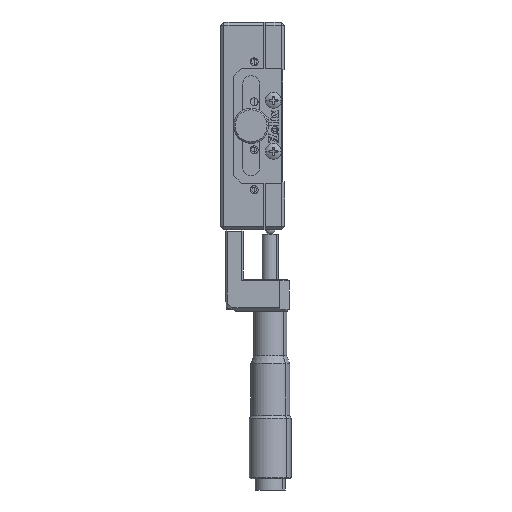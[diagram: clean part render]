
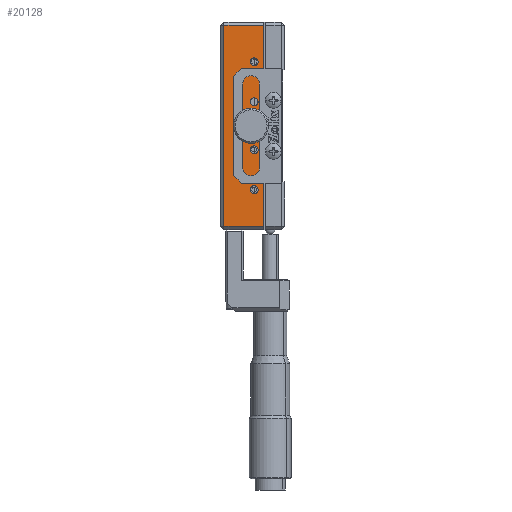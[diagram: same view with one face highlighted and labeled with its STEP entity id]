
A CAD part, left-side view. The second image highlights one B-rep face of the part: STEP entity #20128.
In plain terms, the highlighted planar face has unit normal (-1, 0, 0).
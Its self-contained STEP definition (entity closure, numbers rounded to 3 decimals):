
#125 = EDGE_CURVE ( 'NONE', #10559, #16755, #1571, .T. ) ;
#303 = DIRECTION ( 'NONE',  ( 0., 0., 1. ) ) ;
#338 = VERTEX_POINT ( 'NONE', #940 ) ;
#518 = AXIS2_PLACEMENT_3D ( 'NONE', #23479, #15924, #10057 ) ;
#578 = CARTESIAN_POINT ( 'NONE',  ( -31.062, -7.304, 104.919 ) ) ;
#634 = CARTESIAN_POINT ( 'NONE',  ( -31.062, -4.304, 52.169 ) ) ;
#940 = CARTESIAN_POINT ( 'NONE',  ( -31.062, -4.304, 94.669 ) ) ;
#955 = CIRCLE ( 'NONE', #21263, 1.25 ) ;
#1315 = CIRCLE ( 'NONE', #24142, 1.25 ) ;
#1521 = AXIS2_PLACEMENT_3D ( 'NONE', #13205, #11129, #1868 ) ;
#1553 = CARTESIAN_POINT ( 'NONE',  ( -31.062, -4.304, 53.419 ) ) ;
#1571 = CIRCLE ( 'NONE', #1521, 1.25 ) ;
#1839 = DIRECTION ( 'NONE',  ( -1., 0., 0. ) ) ;
#1868 = DIRECTION ( 'NONE',  ( 0., 0., 1. ) ) ;
#2176 = EDGE_CURVE ( 'NONE', #3964, #22866, #11561, .T. ) ;
#2217 = VERTEX_POINT ( 'NONE', #20825 ) ;
#2553 = CARTESIAN_POINT ( 'NONE',  ( -31.062, -7.304, 41.919 ) ) ;
#3385 = CIRCLE ( 'NONE', #4855, 1.25 ) ;
#3470 = EDGE_CURVE ( 'NONE', #24268, #2217, #19537, .T. ) ;
#3489 = DIRECTION ( 'NONE',  ( 0., 0., 1. ) ) ;
#3497 = DIRECTION ( 'NONE',  ( -1., 0., 0. ) ) ;
#3698 = EDGE_LOOP ( 'NONE', ( #4668, #16799, #21983, #21588 ) ) ;
#3917 = LINE ( 'NONE', #11744, #23764 ) ;
#3948 = CARTESIAN_POINT ( 'NONE',  ( -31.062, -4.304, 93.419 ) ) ;
#3964 = VERTEX_POINT ( 'NONE', #10228 ) ;
#4028 = CARTESIAN_POINT ( 'NONE',  ( -31.062, -4.304, 64.669 ) ) ;
#4279 = FACE_BOUND ( 'NONE', #11457, .T. ) ;
#4288 = ORIENTED_EDGE ( 'NONE', *, *, #10488, .F. ) ;
#4306 = DIRECTION ( 'NONE',  ( 0., 0., 1. ) ) ;
#4428 = AXIS2_PLACEMENT_3D ( 'NONE', #14828, #3497, #17060 ) ;
#4584 = FACE_BOUND ( 'NONE', #5823, .T. ) ;
#4655 = CIRCLE ( 'NONE', #4428, 1.25 ) ;
#4668 = ORIENTED_EDGE ( 'NONE', *, *, #22025, .T. ) ;
#4707 = DIRECTION ( 'NONE',  ( 0., 0., 1. ) ) ;
#4855 = AXIS2_PLACEMENT_3D ( 'NONE', #5803, #17155, #13580 ) ;
#4877 = VECTOR ( 'NONE', #19570, 1000. ) ;
#5223 = AXIS2_PLACEMENT_3D ( 'NONE', #17875, #16023, #4707 ) ;
#5527 = CARTESIAN_POINT ( 'NONE',  ( -31.062, -7.304, 41.919 ) ) ;
#5537 = ORIENTED_EDGE ( 'NONE', *, *, #125, .F. ) ;
#5570 = CARTESIAN_POINT ( 'NONE',  ( -31.062, -4.304, 92.169 ) ) ;
#5803 = CARTESIAN_POINT ( 'NONE',  ( -31.062, -4.304, 53.419 ) ) ;
#5823 = EDGE_LOOP ( 'NONE', ( #18560, #20341 ) ) ;
#5844 = DIRECTION ( 'NONE',  ( -1., 0., 0. ) ) ;
#6183 = AXIS2_PLACEMENT_3D ( 'NONE', #21071, #9687, #20993 ) ;
#6188 = VECTOR ( 'NONE', #22576, 1000. ) ;
#6273 = VERTEX_POINT ( 'NONE', #6299 ) ;
#6299 = CARTESIAN_POINT ( 'NONE',  ( -31.062, -3.304, 71.319 ) ) ;
#6637 = CIRCLE ( 'NONE', #7168, 2.1 ) ;
#7168 = AXIS2_PLACEMENT_3D ( 'NONE', #7886, #21306, #9774 ) ;
#7229 = FACE_OUTER_BOUND ( 'NONE', #3698, .T. ) ;
#7281 = DIRECTION ( 'NONE',  ( -1., 0., 0. ) ) ;
#7886 = CARTESIAN_POINT ( 'NONE',  ( -31.062, -3.304, 73.419 ) ) ;
#8280 = AXIS2_PLACEMENT_3D ( 'NONE', #1553, #7281, #3489 ) ;
#8676 = CARTESIAN_POINT ( 'NONE',  ( -31.062, 5.196, 40.919 ) ) ;
#8699 = FACE_BOUND ( 'NONE', #20401, .T. ) ;
#8828 = ORIENTED_EDGE ( 'NONE', *, *, #16392, .F. ) ;
#9687 = DIRECTION ( 'NONE',  ( -1., 0., 0. ) ) ;
#9774 = DIRECTION ( 'NONE',  ( 0., 0., 1. ) ) ;
#10057 = DIRECTION ( 'NONE',  ( 0., 0., 1. ) ) ;
#10228 = CARTESIAN_POINT ( 'NONE',  ( -31.062, -4.304, 82.169 ) ) ;
#10368 = CARTESIAN_POINT ( 'NONE',  ( -31.062, -4.304, 93.419 ) ) ;
#10412 = DIRECTION ( 'NONE',  ( 0., 0., -1. ) ) ;
#10488 = EDGE_CURVE ( 'NONE', #22866, #3964, #4655, .T. ) ;
#10559 = VERTEX_POINT ( 'NONE', #20558 ) ;
#11069 = FACE_BOUND ( 'NONE', #14150, .T. ) ;
#11129 = DIRECTION ( 'NONE',  ( -1., 0., 0. ) ) ;
#11445 = ORIENTED_EDGE ( 'NONE', *, *, #20265, .F. ) ;
#11457 = EDGE_LOOP ( 'NONE', ( #5537, #8828 ) ) ;
#11561 = CIRCLE ( 'NONE', #6183, 1.25 ) ;
#11744 = CARTESIAN_POINT ( 'NONE',  ( -31.062, -7.304, 40.919 ) ) ;
#12276 = EDGE_CURVE ( 'NONE', #21141, #24268, #20594, .T. ) ;
#13011 = ORIENTED_EDGE ( 'NONE', *, *, #2176, .F. ) ;
#13205 = CARTESIAN_POINT ( 'NONE',  ( -31.062, -4.304, 65.919 ) ) ;
#13580 = DIRECTION ( 'NONE',  ( 0., 0., 1. ) ) ;
#13866 = DIRECTION ( 'NONE',  ( 0., 0., 1. ) ) ;
#14086 = ORIENTED_EDGE ( 'NONE', *, *, #19781, .F. ) ;
#14150 = EDGE_LOOP ( 'NONE', ( #13011, #4288 ) ) ;
#14447 = VECTOR ( 'NONE', #10412, 1000. ) ;
#14458 = ORIENTED_EDGE ( 'NONE', *, *, #16046, .F. ) ;
#14828 = CARTESIAN_POINT ( 'NONE',  ( -31.062, -4.304, 80.919 ) ) ;
#15088 = DIRECTION ( 'NONE',  ( 0., 0., 1. ) ) ;
#15249 = CARTESIAN_POINT ( 'NONE',  ( -31.062, -4.304, 79.669 ) ) ;
#15670 = CARTESIAN_POINT ( 'NONE',  ( -31.062, -7.304, 104.919 ) ) ;
#15924 = DIRECTION ( 'NONE',  ( -1., 0., 0. ) ) ;
#15974 = CARTESIAN_POINT ( 'NONE',  ( -31.062, -3.304, 75.519 ) ) ;
#16023 = DIRECTION ( 'NONE',  ( -1., 0., 0. ) ) ;
#16046 = EDGE_CURVE ( 'NONE', #22300, #24234, #3385, .T. ) ;
#16392 = EDGE_CURVE ( 'NONE', #16755, #10559, #24373, .T. ) ;
#16752 = EDGE_CURVE ( 'NONE', #17182, #338, #955, .T. ) ;
#16755 = VERTEX_POINT ( 'NONE', #4028 ) ;
#16799 = ORIENTED_EDGE ( 'NONE', *, *, #12276, .T. ) ;
#16873 = EDGE_LOOP ( 'NONE', ( #14458, #23361 ) ) ;
#16985 = PLANE ( 'NONE',  #21624 ) ;
#17060 = DIRECTION ( 'NONE',  ( 0., 0., 1. ) ) ;
#17112 = CARTESIAN_POINT ( 'NONE',  ( -31.062, -4.304, 54.669 ) ) ;
#17155 = DIRECTION ( 'NONE',  ( -1., 0., 0. ) ) ;
#17182 = VERTEX_POINT ( 'NONE', #5570 ) ;
#17316 = FACE_BOUND ( 'NONE', #16873, .T. ) ;
#17875 = CARTESIAN_POINT ( 'NONE',  ( -31.062, -4.304, 65.919 ) ) ;
#18560 = ORIENTED_EDGE ( 'NONE', *, *, #19799, .F. ) ;
#18952 = CIRCLE ( 'NONE', #8280, 1.25 ) ;
#18968 = EDGE_CURVE ( 'NONE', #24234, #22300, #18952, .T. ) ;
#19253 = VERTEX_POINT ( 'NONE', #2553 ) ;
#19537 = LINE ( 'NONE', #8676, #14447 ) ;
#19570 = DIRECTION ( 'NONE',  ( 0., 1., 0. ) ) ;
#19781 = EDGE_CURVE ( 'NONE', #6273, #23083, #21191, .T. ) ;
#19799 = EDGE_CURVE ( 'NONE', #338, #17182, #1315, .T. ) ;
#20128 = ADVANCED_FACE ( 'NONE', ( #4279, #17316, #4584, #11069, #8699, #7229 ), #16985, .T. ) ;
#20265 = EDGE_CURVE ( 'NONE', #23083, #6273, #6637, .T. ) ;
#20341 = ORIENTED_EDGE ( 'NONE', *, *, #16752, .F. ) ;
#20401 = EDGE_LOOP ( 'NONE', ( #11445, #14086 ) ) ;
#20440 = LINE ( 'NONE', #5527, #6188 ) ;
#20558 = CARTESIAN_POINT ( 'NONE',  ( -31.062, -4.304, 67.169 ) ) ;
#20594 = LINE ( 'NONE', #578, #4877 ) ;
#20825 = CARTESIAN_POINT ( 'NONE',  ( -31.062, 5.196, 41.919 ) ) ;
#20993 = DIRECTION ( 'NONE',  ( 0., 0., 1. ) ) ;
#21071 = CARTESIAN_POINT ( 'NONE',  ( -31.062, -4.304, 80.919 ) ) ;
#21141 = VERTEX_POINT ( 'NONE', #15670 ) ;
#21191 = CIRCLE ( 'NONE', #518, 2.1 ) ;
#21263 = AXIS2_PLACEMENT_3D ( 'NONE', #3948, #5844, #303 ) ;
#21306 = DIRECTION ( 'NONE',  ( -1., 0., 0. ) ) ;
#21578 = CARTESIAN_POINT ( 'NONE',  ( -31.062, 5.196, 104.919 ) ) ;
#21588 = ORIENTED_EDGE ( 'NONE', *, *, #23761, .T. ) ;
#21624 = AXIS2_PLACEMENT_3D ( 'NONE', #22620, #1839, #15088 ) ;
#21983 = ORIENTED_EDGE ( 'NONE', *, *, #3470, .T. ) ;
#22025 = EDGE_CURVE ( 'NONE', #19253, #21141, #3917, .T. ) ;
#22300 = VERTEX_POINT ( 'NONE', #17112 ) ;
#22576 = DIRECTION ( 'NONE',  ( 0., -1., 0. ) ) ;
#22620 = CARTESIAN_POINT ( 'NONE',  ( -31.062, -7.304, 40.919 ) ) ;
#22866 = VERTEX_POINT ( 'NONE', #15249 ) ;
#23083 = VERTEX_POINT ( 'NONE', #15974 ) ;
#23318 = DIRECTION ( 'NONE',  ( -1., 0., 0. ) ) ;
#23361 = ORIENTED_EDGE ( 'NONE', *, *, #18968, .F. ) ;
#23479 = CARTESIAN_POINT ( 'NONE',  ( -31.062, -3.304, 73.419 ) ) ;
#23761 = EDGE_CURVE ( 'NONE', #2217, #19253, #20440, .T. ) ;
#23764 = VECTOR ( 'NONE', #4306, 1000. ) ;
#24142 = AXIS2_PLACEMENT_3D ( 'NONE', #10368, #23318, #13866 ) ;
#24234 = VERTEX_POINT ( 'NONE', #634 ) ;
#24268 = VERTEX_POINT ( 'NONE', #21578 ) ;
#24373 = CIRCLE ( 'NONE', #5223, 1.25 ) ;
